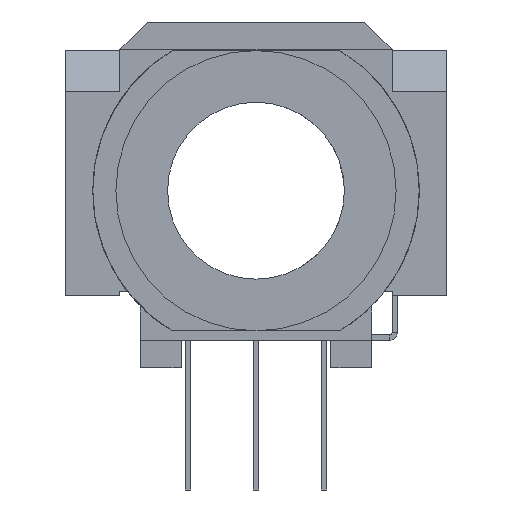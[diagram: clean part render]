
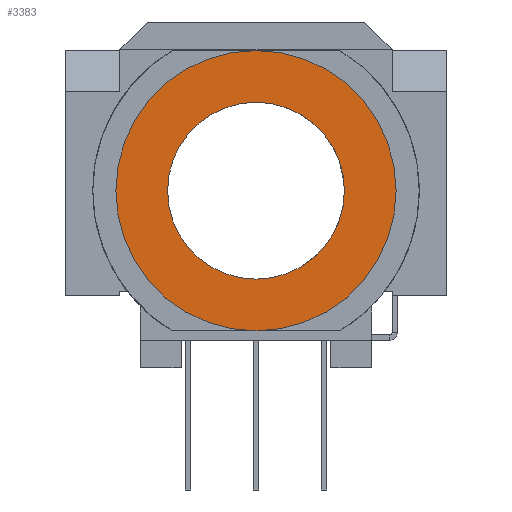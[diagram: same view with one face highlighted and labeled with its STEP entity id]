
A CAD part, left-side view. The second image highlights one B-rep face of the part: STEP entity #3383.
In plain terms, the highlighted planar face has unit normal (-1, 0, 0).
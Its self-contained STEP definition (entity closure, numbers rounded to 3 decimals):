
#114 = EDGE_CURVE ( 'NONE', #13028, #3014, #15688, .T. ) ;
#1065 = EDGE_CURVE ( 'NONE', #3014, #13028, #18657, .T. ) ;
#1587 = CARTESIAN_POINT ( 'NONE',  ( -17., 0., 6.5 ) ) ;
#1831 = DIRECTION ( 'NONE',  ( -1., 0., 0. ) ) ;
#1993 = EDGE_LOOP ( 'NONE', ( #7846, #4134 ) ) ;
#2561 = CARTESIAN_POINT ( 'NONE',  ( -17., -5.15, 6.5 ) ) ;
#3014 = VERTEX_POINT ( 'NONE', #27799 ) ;
#3228 = EDGE_CURVE ( 'NONE', #22270, #14488, #15332, .T. ) ;
#3383 = ADVANCED_FACE ( 'NONE', ( #11763, #16805 ), #26331, .T. ) ;
#4134 = ORIENTED_EDGE ( 'NONE', *, *, #8904, .T. ) ;
#4310 = ORIENTED_EDGE ( 'NONE', *, *, #114, .F. ) ;
#7846 = ORIENTED_EDGE ( 'NONE', *, *, #3228, .T. ) ;
#8791 = AXIS2_PLACEMENT_3D ( 'NONE', #1587, #20431, #18265 ) ;
#8867 = CARTESIAN_POINT ( 'NONE',  ( -17., 0., 6.5 ) ) ;
#8904 = EDGE_CURVE ( 'NONE', #14488, #22270, #31022, .T. ) ;
#8976 = ORIENTED_EDGE ( 'NONE', *, *, #1065, .F. ) ;
#10649 = DIRECTION ( 'NONE',  ( -1., 0., 0. ) ) ;
#10918 = CARTESIAN_POINT ( 'NONE',  ( -17., 0., 6.5 ) ) ;
#10932 = DIRECTION ( 'NONE',  ( 0., -1., 0. ) ) ;
#11763 = FACE_BOUND ( 'NONE', #24571, .T. ) ;
#13015 = CARTESIAN_POINT ( 'NONE',  ( -17., 0., 6.5 ) ) ;
#13028 = VERTEX_POINT ( 'NONE', #17401 ) ;
#14488 = VERTEX_POINT ( 'NONE', #2561 ) ;
#15332 = CIRCLE ( 'NONE', #8791, 5.15 ) ;
#15688 = CIRCLE ( 'NONE', #25685, 3.25 ) ;
#16541 = CARTESIAN_POINT ( 'NONE',  ( -17., 5.15, 6.5 ) ) ;
#16805 = FACE_OUTER_BOUND ( 'NONE', #1993, .T. ) ;
#17106 = DIRECTION ( 'NONE',  ( -1., 0., 0. ) ) ;
#17123 = AXIS2_PLACEMENT_3D ( 'NONE', #24430, #17106, #29457 ) ;
#17401 = CARTESIAN_POINT ( 'NONE',  ( -17., 3.25, 6.5 ) ) ;
#17428 = DIRECTION ( 'NONE',  ( 0., -1., 0. ) ) ;
#18265 = DIRECTION ( 'NONE',  ( 0., -1., 0. ) ) ;
#18657 = CIRCLE ( 'NONE', #17123, 3.25 ) ;
#20431 = DIRECTION ( 'NONE',  ( -1., 0., 0. ) ) ;
#20513 = DIRECTION ( 'NONE',  ( -1., 0., 0. ) ) ;
#22270 = VERTEX_POINT ( 'NONE', #16541 ) ;
#24430 = CARTESIAN_POINT ( 'NONE',  ( -17., 0., 6.5 ) ) ;
#24571 = EDGE_LOOP ( 'NONE', ( #8976, #4310 ) ) ;
#25685 = AXIS2_PLACEMENT_3D ( 'NONE', #8867, #1831, #10932 ) ;
#26331 = PLANE ( 'NONE',  #30343 ) ;
#27799 = CARTESIAN_POINT ( 'NONE',  ( -17., -3.25, 6.5 ) ) ;
#29027 = AXIS2_PLACEMENT_3D ( 'NONE', #10918, #20513, #30202 ) ;
#29457 = DIRECTION ( 'NONE',  ( 0., -1., 0. ) ) ;
#30202 = DIRECTION ( 'NONE',  ( 0., -1., 0. ) ) ;
#30343 = AXIS2_PLACEMENT_3D ( 'NONE', #13015, #10649, #17428 ) ;
#31022 = CIRCLE ( 'NONE', #29027, 5.15 ) ;
